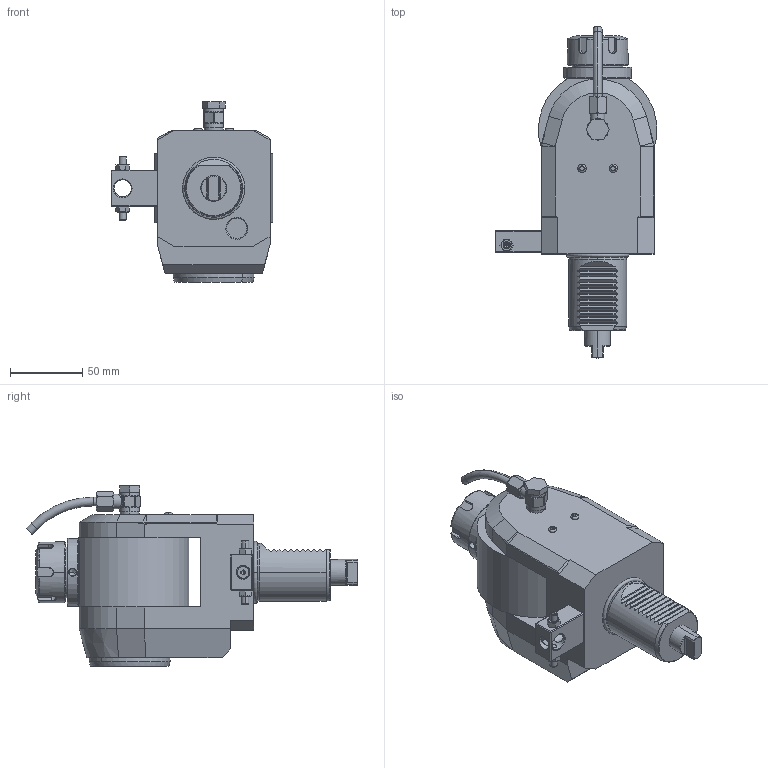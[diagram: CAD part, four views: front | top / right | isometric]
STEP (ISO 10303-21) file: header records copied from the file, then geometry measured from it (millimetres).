
FILE_DESCRIPTION((''),'2;1');
FILE_NAME('NGT1_40_521_25_1_2','2023-05-08T',('vali'),('NOVA GRUP'),'PRO/ENGINEER BY PARAMETRIC TECHNOLOGY CORPORATION, 2010280','PRO/ENGINEER BY PARAMETRIC TECHNOLOGY CORPORATION, 2010280','');
FILE_SCHEMA(('CONFIG_CONTROL_DESIGN'));
Length unit declared in the file: millimetre
Products named in the file (1): NGT1_40_521_25_1_2
Bounding box: 111.99 x 229.67 x 124.9 mm (x, y, z)
Volume: 910921.6 mm3; surface area: 83609.7 mm2
Topology: 1 solids, 3 shells, 575 faces, 1428 edges, 869 vertices
Faces by surface type: plane 248, cylinder 138, bspline 78, cone 73, torus 38
Entity records: 25494 total; most frequent: CARTESIAN_POINT 12709, ORIENTED_EDGE 2816, DIRECTION 2348, EDGE_CURVE 1408, VERTEX_POINT 869, AXIS2_PLACEMENT_3D 824, VECTOR 700, LINE 700
